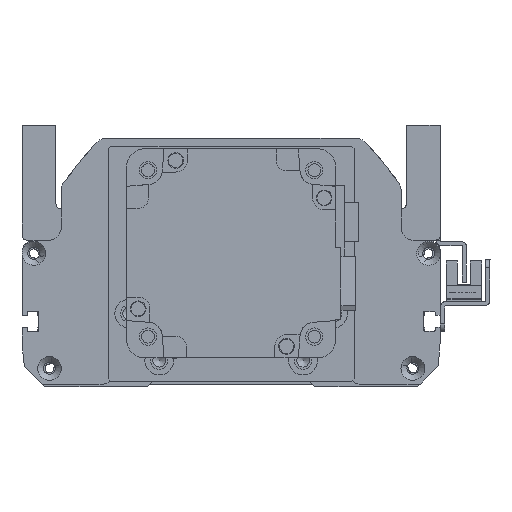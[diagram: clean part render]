
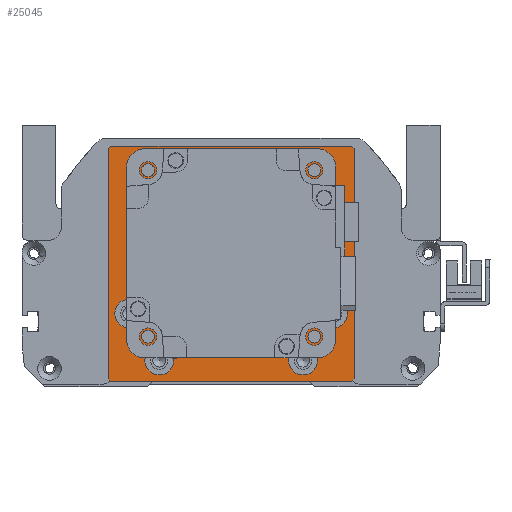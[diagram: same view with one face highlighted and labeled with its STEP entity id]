
A CAD part, front view. The second image highlights one B-rep face of the part: STEP entity #25045.
In plain terms, the highlighted face is planar.
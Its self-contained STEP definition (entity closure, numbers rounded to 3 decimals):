
#1323=FACE_BOUND('',#5264,.T.);
#1324=FACE_BOUND('',#5265,.T.);
#1325=FACE_BOUND('',#5266,.T.);
#1326=FACE_BOUND('',#5267,.T.);
#1327=FACE_BOUND('',#5268,.T.);
#1328=FACE_BOUND('',#5269,.T.);
#1329=FACE_BOUND('',#5270,.T.);
#1330=FACE_BOUND('',#5271,.T.);
#1331=FACE_BOUND('',#5272,.T.);
#1889=PLANE('',#27791);
#3733=FACE_OUTER_BOUND('',#5263,.T.);
#5263=EDGE_LOOP('',(#23096,#23097,#23098,#23099,#23100,#23101,#23102,#23103));
#5264=EDGE_LOOP('',(#23104));
#5265=EDGE_LOOP('',(#23105));
#5266=EDGE_LOOP('',(#23106));
#5267=EDGE_LOOP('',(#23107));
#5268=EDGE_LOOP('',(#23108));
#5269=EDGE_LOOP('',(#23109));
#5270=EDGE_LOOP('',(#23110));
#5271=EDGE_LOOP('',(#23111));
#5272=EDGE_LOOP('',(#23112));
#7304=LINE('',#43831,#9381);
#7306=LINE('',#43835,#9383);
#7309=LINE('',#43841,#9386);
#7310=LINE('',#43843,#9387);
#7311=LINE('',#43845,#9388);
#7312=LINE('',#43847,#9389);
#7313=LINE('',#43849,#9390);
#7314=LINE('',#43850,#9391);
#9381=VECTOR('',#34459,10.);
#9383=VECTOR('',#34463,10.);
#9386=VECTOR('',#34468,10.);
#9387=VECTOR('',#34469,10.);
#9388=VECTOR('',#34470,10.);
#9389=VECTOR('',#34471,10.);
#9390=VECTOR('',#34472,10.);
#9391=VECTOR('',#34473,10.);
#10716=CIRCLE('',#27792,35.);
#10717=CIRCLE('',#27793,2.459);
#10718=CIRCLE('',#27794,2.459);
#10719=CIRCLE('',#27795,2.459);
#10720=CIRCLE('',#27796,2.459);
#10721=CIRCLE('',#27797,5.5);
#10722=CIRCLE('',#27798,5.5);
#10723=CIRCLE('',#27799,5.5);
#10724=CIRCLE('',#27800,5.5);
#12954=VERTEX_POINT('',#43828);
#12955=VERTEX_POINT('',#43830);
#12956=VERTEX_POINT('',#43834);
#12958=VERTEX_POINT('',#43840);
#12959=VERTEX_POINT('',#43842);
#12960=VERTEX_POINT('',#43844);
#12961=VERTEX_POINT('',#43846);
#12962=VERTEX_POINT('',#43848);
#12963=VERTEX_POINT('',#43851);
#12964=VERTEX_POINT('',#43853);
#12965=VERTEX_POINT('',#43855);
#12966=VERTEX_POINT('',#43857);
#12967=VERTEX_POINT('',#43859);
#12968=VERTEX_POINT('',#43861);
#12969=VERTEX_POINT('',#43863);
#12970=VERTEX_POINT('',#43865);
#12971=VERTEX_POINT('',#43867);
#16372=EDGE_CURVE('',#12954,#12955,#7304,.T.);
#16374=EDGE_CURVE('',#12956,#12955,#7306,.T.);
#16377=EDGE_CURVE('',#12954,#12958,#7309,.T.);
#16378=EDGE_CURVE('',#12959,#12958,#7310,.T.);
#16379=EDGE_CURVE('',#12959,#12960,#7311,.T.);
#16380=EDGE_CURVE('',#12961,#12960,#7312,.T.);
#16381=EDGE_CURVE('',#12961,#12962,#7313,.T.);
#16382=EDGE_CURVE('',#12956,#12962,#7314,.T.);
#16383=EDGE_CURVE('',#12963,#12963,#10716,.T.);
#16384=EDGE_CURVE('',#12964,#12964,#10717,.T.);
#16385=EDGE_CURVE('',#12965,#12965,#10718,.T.);
#16386=EDGE_CURVE('',#12966,#12966,#10719,.T.);
#16387=EDGE_CURVE('',#12967,#12967,#10720,.T.);
#16388=EDGE_CURVE('',#12968,#12968,#10721,.T.);
#16389=EDGE_CURVE('',#12969,#12969,#10722,.T.);
#16390=EDGE_CURVE('',#12970,#12970,#10723,.T.);
#16391=EDGE_CURVE('',#12971,#12971,#10724,.T.);
#23096=ORIENTED_EDGE('',*,*,#16372,.F.);
#23097=ORIENTED_EDGE('',*,*,#16377,.T.);
#23098=ORIENTED_EDGE('',*,*,#16378,.F.);
#23099=ORIENTED_EDGE('',*,*,#16379,.T.);
#23100=ORIENTED_EDGE('',*,*,#16380,.F.);
#23101=ORIENTED_EDGE('',*,*,#16381,.T.);
#23102=ORIENTED_EDGE('',*,*,#16382,.F.);
#23103=ORIENTED_EDGE('',*,*,#16374,.T.);
#23104=ORIENTED_EDGE('',*,*,#16383,.T.);
#23105=ORIENTED_EDGE('',*,*,#16384,.T.);
#23106=ORIENTED_EDGE('',*,*,#16385,.T.);
#23107=ORIENTED_EDGE('',*,*,#16386,.T.);
#23108=ORIENTED_EDGE('',*,*,#16387,.T.);
#23109=ORIENTED_EDGE('',*,*,#16388,.T.);
#23110=ORIENTED_EDGE('',*,*,#16389,.T.);
#23111=ORIENTED_EDGE('',*,*,#16390,.T.);
#23112=ORIENTED_EDGE('',*,*,#16391,.T.);
#25045=ADVANCED_FACE('',(#3733,#1323,#1324,#1325,#1326,#1327,#1328,#1329,
#1330,#1331),#1889,.T.);
#27791=AXIS2_PLACEMENT_3D('',#43839,#34466,#34467);
#27792=AXIS2_PLACEMENT_3D('',#43852,#34474,#34475);
#27793=AXIS2_PLACEMENT_3D('',#43854,#34476,#34477);
#27794=AXIS2_PLACEMENT_3D('',#43856,#34478,#34479);
#27795=AXIS2_PLACEMENT_3D('',#43858,#34480,#34481);
#27796=AXIS2_PLACEMENT_3D('',#43860,#34482,#34483);
#27797=AXIS2_PLACEMENT_3D('',#43862,#34484,#34485);
#27798=AXIS2_PLACEMENT_3D('',#43864,#34486,#34487);
#27799=AXIS2_PLACEMENT_3D('',#43866,#34488,#34489);
#27800=AXIS2_PLACEMENT_3D('',#43868,#34490,#34491);
#34459=DIRECTION('',(0.707,0.707,0.));
#34463=DIRECTION('',(-1.,0.,0.));
#34466=DIRECTION('center_axis',(0.,0.,1.));
#34467=DIRECTION('ref_axis',(1.,0.,0.));
#34468=DIRECTION('',(0.,-1.,0.));
#34469=DIRECTION('',(-0.707,0.707,0.));
#34470=DIRECTION('',(1.,0.,0.));
#34471=DIRECTION('',(-0.707,-0.707,0.));
#34472=DIRECTION('',(0.,1.,0.));
#34473=DIRECTION('',(0.707,-0.707,0.));
#34474=DIRECTION('center_axis',(0.,0.,-1.));
#34475=DIRECTION('ref_axis',(1.,0.,0.));
#34476=DIRECTION('center_axis',(0.,0.,-1.));
#34477=DIRECTION('ref_axis',(1.,0.,0.));
#34478=DIRECTION('center_axis',(0.,0.,-1.));
#34479=DIRECTION('ref_axis',(1.,0.,0.));
#34480=DIRECTION('center_axis',(0.,0.,-1.));
#34481=DIRECTION('ref_axis',(1.,0.,0.));
#34482=DIRECTION('center_axis',(0.,0.,-1.));
#34483=DIRECTION('ref_axis',(1.,0.,0.));
#34484=DIRECTION('center_axis',(0.,0.,-1.));
#34485=DIRECTION('ref_axis',(1.,0.,0.));
#34486=DIRECTION('center_axis',(0.,0.,-1.));
#34487=DIRECTION('ref_axis',(1.,0.,0.));
#34488=DIRECTION('center_axis',(0.,0.,-1.));
#34489=DIRECTION('ref_axis',(1.,0.,0.));
#34490=DIRECTION('center_axis',(0.,0.,-1.));
#34491=DIRECTION('ref_axis',(1.,0.,0.));
#43828=CARTESIAN_POINT('',(-47.,44.5,76.));
#43830=CARTESIAN_POINT('',(-46.,45.5,76.));
#43831=CARTESIAN_POINT('',(-46.125,45.375,76.));
#43834=CARTESIAN_POINT('',(46.,45.5,76.));
#43835=CARTESIAN_POINT('',(47.,45.5,76.));
#43839=CARTESIAN_POINT('Origin',(0.,0.,
76.));
#43840=CARTESIAN_POINT('',(-47.,-43.5,76.));
#43841=CARTESIAN_POINT('',(-47.,44.5,76.));
#43842=CARTESIAN_POINT('',(-46.,-44.5,76.));
#43843=CARTESIAN_POINT('',(-45.875,-44.625,76.));
#43844=CARTESIAN_POINT('',(46.,-44.5,76.));
#43845=CARTESIAN_POINT('',(-47.,-44.5,76.));
#43846=CARTESIAN_POINT('',(47.,-43.5,76.));
#43847=CARTESIAN_POINT('',(45.875,-44.625,76.));
#43848=CARTESIAN_POINT('',(47.,44.5,76.));
#43849=CARTESIAN_POINT('',(47.,-44.5,76.));
#43850=CARTESIAN_POINT('',(46.125,45.375,76.));
#43851=CARTESIAN_POINT('',(-35.,4.5,76.));
#43852=CARTESIAN_POINT('Origin',(0.,4.5,76.));
#43853=CARTESIAN_POINT('',(29.361,-27.32,76.));
#43854=CARTESIAN_POINT('Origin',(31.82,-27.32,76.));
#43855=CARTESIAN_POINT('',(29.361,36.32,76.));
#43856=CARTESIAN_POINT('Origin',(31.82,36.32,76.));
#43857=CARTESIAN_POINT('',(-34.278,36.32,76.));
#43858=CARTESIAN_POINT('Origin',(-31.82,36.32,76.));
#43859=CARTESIAN_POINT('',(-34.278,-27.32,76.));
#43860=CARTESIAN_POINT('Origin',(-31.82,-27.32,76.));
#43861=CARTESIAN_POINT('',(-44.5,-18.5,76.));
#43862=CARTESIAN_POINT('Origin',(-39.,-18.5,76.));
#43863=CARTESIAN_POINT('',(33.5,-18.5,76.));
#43864=CARTESIAN_POINT('Origin',(39.,-18.5,76.));
#43865=CARTESIAN_POINT('',(22.,-36.5,76.));
#43866=CARTESIAN_POINT('Origin',(27.5,-36.5,76.));
#43867=CARTESIAN_POINT('',(-33.,-36.5,76.));
#43868=CARTESIAN_POINT('Origin',(-27.5,-36.5,76.));
